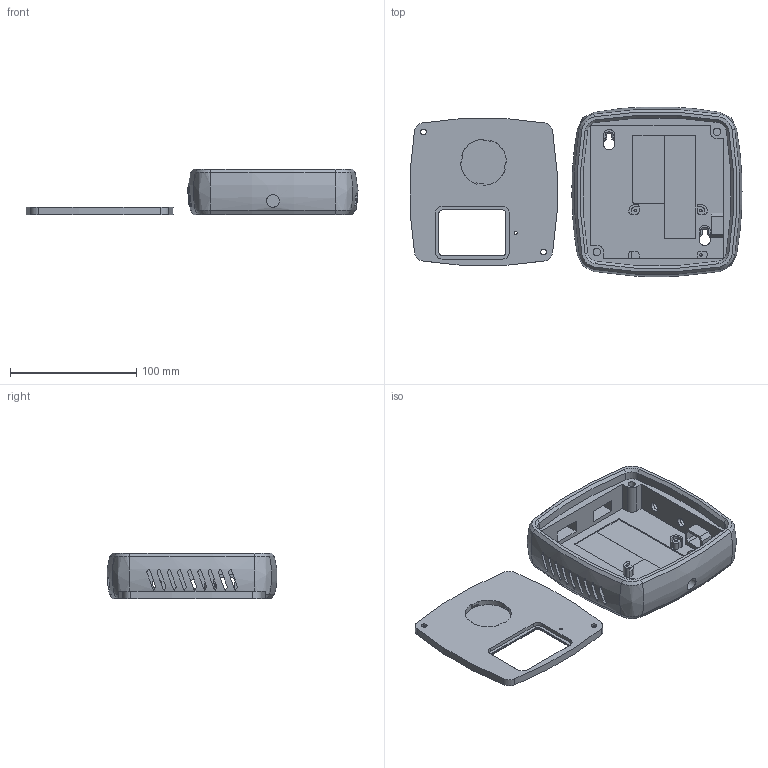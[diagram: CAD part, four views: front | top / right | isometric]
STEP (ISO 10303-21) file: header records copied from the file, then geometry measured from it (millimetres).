
FILE_DESCRIPTION(/* description */ (''),/* implementation_level */ '2;1');
FILE_NAME(/* name */ 'c9236dff-d76c-4425-b35a-1c7cf47026f9.stp',/* time_stamp */ '2022-09-23T13:09:44Z',/* author */ (''),/* organization */ (''),/* preprocessor_version */ 'ST-DEVELOPER v19',/* originating_system */ 'Autodesk Translation Framework v11.7.0.108',/* authorisation */ '');
FILE_SCHEMA (('AUTOMOTIVE_DESIGN { 1 0 10303 214 3 1 1 }'));
Length unit declared in the file: millimetre
Products named in the file (1): Case2
Bounding box: 263.12 x 134.59 x 36 mm (x, y, z)
Volume: 253452.3 mm3; surface area: 96191.2 mm2
Topology: 2 solids, 2 shells, 316 faces, 841 edges, 545 vertices
Faces by surface type: plane 151, cylinder 115, cone 42, torus 4, bspline 4
Full cylindrical faces by diameter (mm): 2.02 x3, 2.5 x1, 4.5 x2, 6 x2, 7.5 x2, 10 x3, 15 x2, 36.5 x1
Entity records: 10654 total; most frequent: CARTESIAN_POINT 2645, ORIENTED_EDGE 1682, DIRECTION 1641, EDGE_CURVE 841, AXIS2_PLACEMENT_3D 583, VERTEX_POINT 545, LINE 475, VECTOR 475
